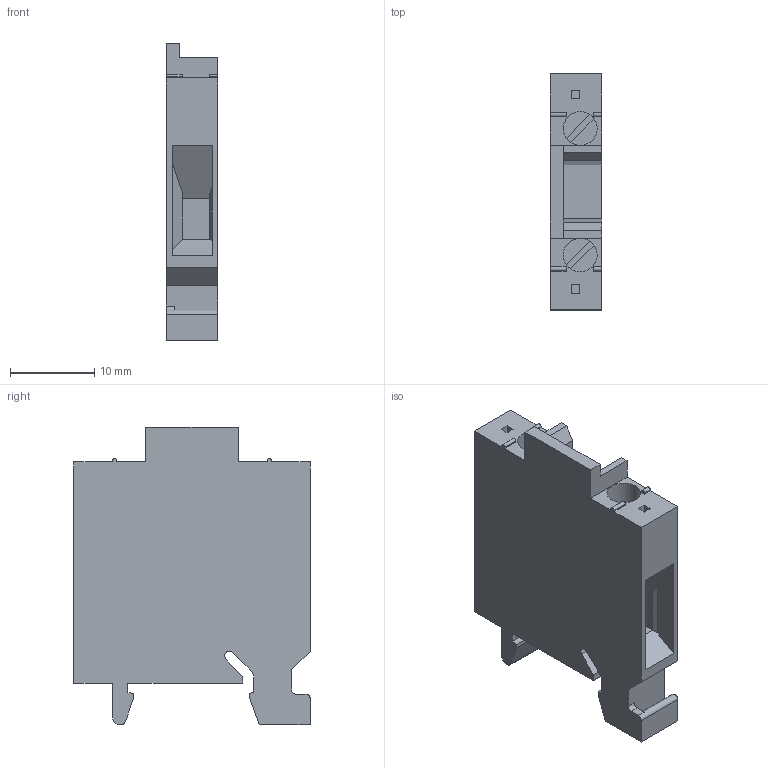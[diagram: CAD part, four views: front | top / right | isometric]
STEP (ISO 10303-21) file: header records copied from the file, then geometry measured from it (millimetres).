
FILE_DESCRIPTION(('Creo Elements/Direct Modeling STEP Export'),'2;1');
FILE_NAME('model.stp','2017-11-10T13:11:18',(''),(''),'Creo Elements/Direct Modeling STEP processor for AP214 (Solid Model)','Creo Elements/Direct Modeling 18.1I 14-Aug-2016 (C) Parametric Technology GmbH','');
FILE_SCHEMA(('AUTOMOTIVE_DESIGN { 1 0 10303 214 1 1 1 1 }'));
Length unit declared in the file: millimetre
Products named in the file (2): MBK_5_E_TG-select
Assembly tree (1 placements, depth 2):
  MBK_5_E_TG-select
    MBK_5_E_TG-select
Bounding box: 6.1 x 28 x 35.2 mm (x, y, z)
Volume: 3797.3 mm3; surface area: 3150.3 mm2
Topology: 1 solids, 1 shells, 114 faces, 318 edges, 210 vertices
Faces by surface type: plane 98, cylinder 16
Entity records: 4439 total; most frequent: ORIENTED_EDGE 636, CARTESIAN_POINT 615, DIRECTION 545, EDGE_CURVE 318, VECTOR 265, LINE 265, VERTEX_POINT 210, AXIS2_PLACEMENT_3D 140
